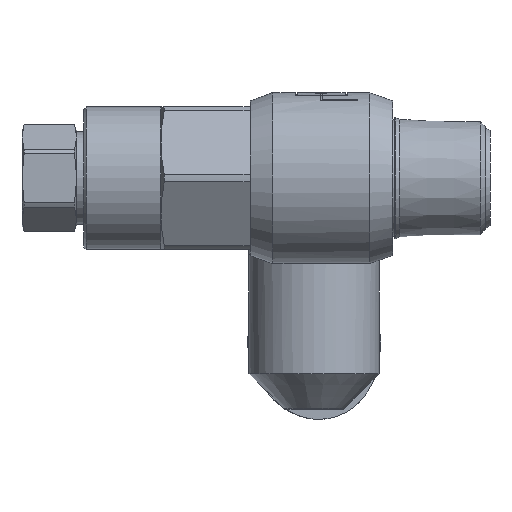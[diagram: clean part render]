
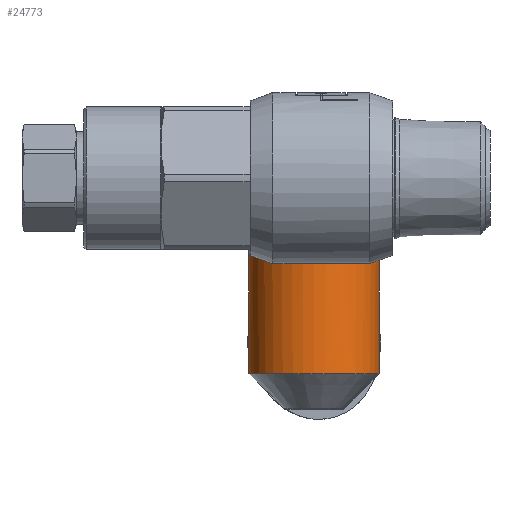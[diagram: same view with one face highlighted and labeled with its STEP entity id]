
A CAD part, left-side view. The second image highlights one B-rep face of the part: STEP entity #24773.
In plain terms, the highlighted cylindrical face has radius 5.5 mm (diameter 11 mm), a full revolution.
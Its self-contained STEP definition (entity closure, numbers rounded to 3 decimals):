
#24586=CARTESIAN_POINT('',(2.377,2.6,-4.96));
#24587=VERTEX_POINT('',#24586);
#24610=CARTESIAN_POINT('',(2.377,2.6,4.96));
#24611=VERTEX_POINT('',#24610);
#24612=CARTESIAN_POINT('',(0.0,2.6,0.0));
#24613=DIRECTION('',(0.0,-1.0,0.0));
#24614=DIRECTION('',(-1.0,0.0,0.0));
#24615=AXIS2_PLACEMENT_3D('',#24612,#24613,#24614);
#24616=CIRCLE('',#24615,5.5);
#24617=EDGE_CURVE('',#24611,#24587,#24616,.T.);
#24691=CARTESIAN_POINT('',(0.0,-2.4,0.0));
#24692=DIRECTION('',(0.0,-1.0,0.0));
#24693=DIRECTION('',(-1.0,0.0,0.0));
#24694=AXIS2_PLACEMENT_3D('',#24691,#24692,#24693);
#24695=CYLINDRICAL_SURFACE('',#24694,5.5);
#24696=CARTESIAN_POINT('',(-5.5,-7.4,0.0));
#24697=VERTEX_POINT('',#24696);
#24698=CARTESIAN_POINT('',(0.0,-7.4,0.0));
#24699=DIRECTION('',(0.0,-1.0,0.0));
#24700=DIRECTION('',(-1.0,0.0,0.0));
#24701=AXIS2_PLACEMENT_3D('',#24698,#24699,#24700);
#24702=CIRCLE('',#24701,5.5);
#24703=EDGE_CURVE('',#24697,#24697,#24702,.T.);
#24704=ORIENTED_EDGE('',*,*,#24703,.F.);
#24705=EDGE_LOOP('',(#24704));
#24706=FACE_OUTER_BOUND('',#24705,.T.);
#24707=CARTESIAN_POINT('',(1.47,1.808,5.3));
#24708=VERTEX_POINT('',#24707);
#24709=CARTESIAN_POINT('',(2.377,2.6,4.96));
#24710=CARTESIAN_POINT('',(2.272,2.504,5.01));
#24711=CARTESIAN_POINT('',(2.167,2.409,5.056));
#24712=CARTESIAN_POINT('',(1.864,2.139,5.179));
#24713=CARTESIAN_POINT('',(1.667,1.969,5.245));
#24714=CARTESIAN_POINT('',(1.47,1.808,5.3));
#24715=B_SPLINE_CURVE_WITH_KNOTS('',3,(#24709,#24710,#24711,#24712,#24713,#24714),.UNSPECIFIED.,.F.,.U.,(4,2,4),(1.694,1.739,1.824),.UNSPECIFIED.);
#24716=EDGE_CURVE('',#24611,#24708,#24715,.T.);
#24717=ORIENTED_EDGE('',*,*,#24716,.F.);
#24718=ORIENTED_EDGE('',*,*,#24617,.T.);
#24719=CARTESIAN_POINT('',(1.47,1.808,-5.3));
#24720=VERTEX_POINT('',#24719);
#24721=CARTESIAN_POINT('',(1.47,1.808,-5.3));
#24722=CARTESIAN_POINT('',(1.667,1.969,-5.245));
#24723=CARTESIAN_POINT('',(1.864,2.139,-5.179));
#24724=CARTESIAN_POINT('',(2.167,2.409,-5.056));
#24725=CARTESIAN_POINT('',(2.272,2.504,-5.01));
#24726=CARTESIAN_POINT('',(2.377,2.6,-4.96));
#24727=B_SPLINE_CURVE_WITH_KNOTS('',3,(#24721,#24722,#24723,#24724,#24725,#24726),.UNSPECIFIED.,.F.,.U.,(4,2,4),(0.192,0.278,0.323),.UNSPECIFIED.);
#24728=EDGE_CURVE('',#24720,#24587,#24727,.T.);
#24729=ORIENTED_EDGE('',*,*,#24728,.F.);
#24730=CARTESIAN_POINT('',(1.47,-1.808,-5.3));
#24731=VERTEX_POINT('',#24730);
#24732=CARTESIAN_POINT('',(1.47,-1.808,-5.3));
#24733=DIRECTION('',(0.0,1.0,0.0));
#24734=VECTOR('',#24733,3.617);
#24735=LINE('',#24732,#24734);
#24736=EDGE_CURVE('',#24731,#24720,#24735,.T.);
#24737=ORIENTED_EDGE('',*,*,#24736,.F.);
#24738=CARTESIAN_POINT('',(1.47,-1.808,5.3));
#24739=VERTEX_POINT('',#24738);
#24740=CARTESIAN_POINT('',(1.47,-1.808,5.3));
#24741=CARTESIAN_POINT('',(1.667,-1.969,5.245));
#24742=CARTESIAN_POINT('',(1.864,-2.139,5.179));
#24743=CARTESIAN_POINT('',(2.707,-2.89,4.838));
#24744=CARTESIAN_POINT('',(3.349,-3.508,4.43));
#24745=CARTESIAN_POINT('',(4.33,-4.455,3.448));
#24746=CARTESIAN_POINT('',(4.75,-4.865,2.868));
#24747=CARTESIAN_POINT('',(5.189,-5.295,1.859));
#24748=CARTESIAN_POINT('',(5.305,-5.409,1.5));
#24749=CARTESIAN_POINT('',(5.461,-5.561,0.759));
#24750=CARTESIAN_POINT('',(5.5,-5.6,0.378));
#24751=CARTESIAN_POINT('',(5.5,-5.6,-0.378));
#24752=CARTESIAN_POINT('',(5.461,-5.561,-0.759));
#24753=CARTESIAN_POINT('',(5.305,-5.409,-1.5));
#24754=CARTESIAN_POINT('',(5.189,-5.295,-1.859));
#24755=CARTESIAN_POINT('',(4.75,-4.865,-2.868));
#24756=CARTESIAN_POINT('',(4.33,-4.455,-3.448));
#24757=CARTESIAN_POINT('',(3.349,-3.508,-4.43));
#24758=CARTESIAN_POINT('',(2.707,-2.89,-4.838));
#24759=CARTESIAN_POINT('',(1.864,-2.139,-5.179));
#24760=CARTESIAN_POINT('',(1.667,-1.969,-5.245));
#24761=CARTESIAN_POINT('',(1.47,-1.808,-5.3));
#24762=B_SPLINE_CURVE_WITH_KNOTS('',3,(#24740,#24741,#24742,#24743,#24744,#24745,#24746,#24747,#24748,#24749,#24750,#24751,#24752,#24753,#24754,#24755,#24756,#24757,#24758,#24759,#24760,#24761),.UNSPECIFIED.,.F.,.U.,(4,2,2,2,2,2,2,2,2,2,4),(-1.824,-1.739,-1.462,-1.235,-1.122,-1.008,-0.895,-0.782,-0.555,-0.278,-0.192),.UNSPECIFIED.);
#24763=EDGE_CURVE('',#24739,#24731,#24762,.T.);
#24764=ORIENTED_EDGE('',*,*,#24763,.F.);
#24765=CARTESIAN_POINT('',(1.47,1.808,5.3));
#24766=DIRECTION('',(0.0,-1.0,0.0));
#24767=VECTOR('',#24766,3.617);
#24768=LINE('',#24765,#24767);
#24769=EDGE_CURVE('',#24708,#24739,#24768,.T.);
#24770=ORIENTED_EDGE('',*,*,#24769,.F.);
#24771=EDGE_LOOP('',(#24717,#24718,#24729,#24737,#24764,#24770));
#24772=FACE_BOUND('',#24771,.T.);
#24773=ADVANCED_FACE('',(#24706,#24772),#24695,.T.);
